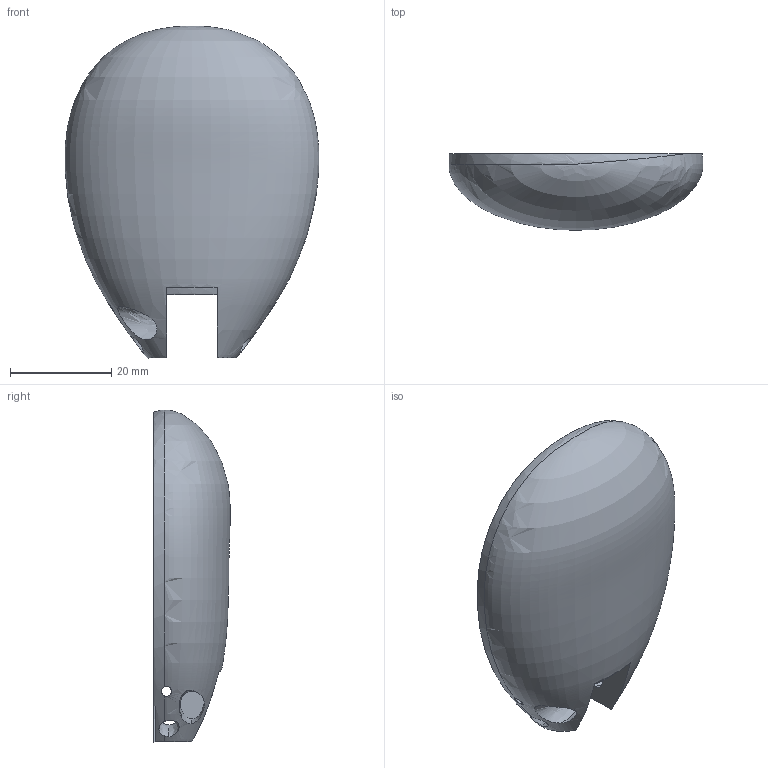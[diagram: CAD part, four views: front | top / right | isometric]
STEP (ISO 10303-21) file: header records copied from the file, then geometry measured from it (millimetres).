
FILE_DESCRIPTION (( 'STEP AP214' ), '1' );
FILE_NAME ('final-shell-bottom.STEP', '2025-04-21T18:35:40', ( '' ), ( '' ), 'SwSTEP 2.0', 'SolidWorks 2024', '' );
FILE_SCHEMA (( 'AUTOMOTIVE_DESIGN' ));
Length unit declared in the file: millimetre
Products named in the file (1): final-shell-bottom
Bounding box: 50.17 x 15.09 x 65.58 mm (x, y, z)
Volume: 7352.9 mm3; surface area: 7862.1 mm2
Topology: 1 solids, 1 shells, 33 faces, 106 edges, 68 vertices
Faces by surface type: bspline 16, plane 13, cylinder 4
Entity records: 22461 total; most frequent: CARTESIAN_POINT 21686, ORIENTED_EDGE 204, EDGE_CURVE 102, DIRECTION 77, VERTEX_POINT 68, B_SPLINE_CURVE_WITH_KNOTS 65, EDGE_LOOP 40, FACE_OUTER_BOUND 33
